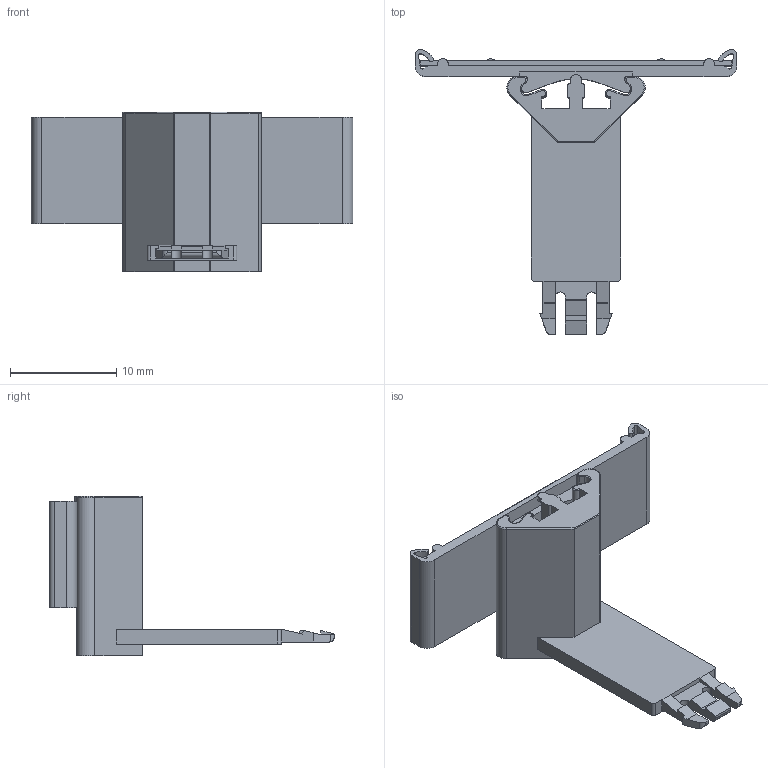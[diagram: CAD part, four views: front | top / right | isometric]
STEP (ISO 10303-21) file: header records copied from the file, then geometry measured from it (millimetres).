
FILE_DESCRIPTION((''),'2;1');
FILE_NAME('5YB585174_ASM','2023-10-25T',('dell'),(''),'PRO/ENGINEER BY PARAMETRIC TECHNOLOGY CORPORATION, 2013230','PRO/ENGINEER BY PARAMETRIC TECHNOLOGY CORPORATION, 2013230','');
FILE_SCHEMA(('AUTOMOTIVE_DESIGN { 1 0 10303 214 1 1 1 1 }'));
Length unit declared in the file: millimetre
Products named in the file (1): 5YB585174_ASM
Bounding box: 30.2 x 26.75 x 15 mm (x, y, z)
Volume: 1123 mm3; surface area: 2171.2 mm2
Topology: 1 solids, 1 shells, 208 faces, 617 edges, 400 vertices
Faces by surface type: plane 131, cylinder 67, torus 8, sphere 2
Entity records: 7688 total; most frequent: CARTESIAN_POINT 1266, ORIENTED_EDGE 1234, DIRECTION 1181, EDGE_CURVE 617, VECTOR 449, LINE 449, VERTEX_POINT 400, AXIS2_PLACEMENT_3D 366
